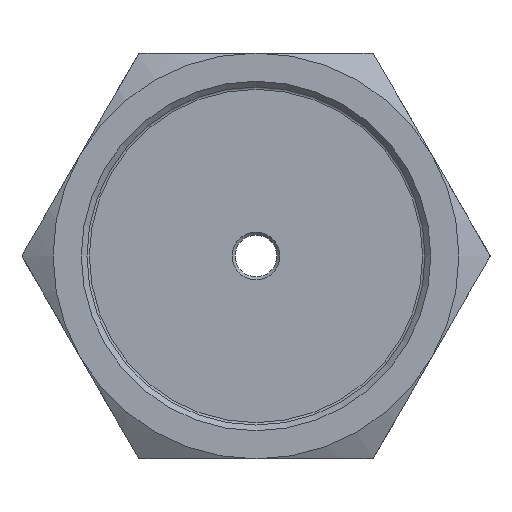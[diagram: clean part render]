
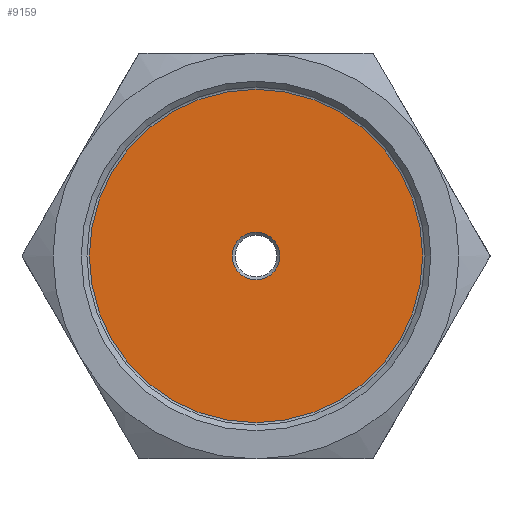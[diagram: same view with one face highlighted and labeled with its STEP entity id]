
A CAD part, left-side view. The second image highlights one B-rep face of the part: STEP entity #9159.
In plain terms, the highlighted planar face has unit normal (-1, 0, 0).
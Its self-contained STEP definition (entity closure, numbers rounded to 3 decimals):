
#1276 = CARTESIAN_POINT ( 'NONE',  ( 24.8, 0., 0. ) ) ;
#1287 = DIRECTION ( 'NONE',  ( 0., 0., 1. ) ) ;
#1291 = DIRECTION ( 'NONE',  ( 1., 0., 0. ) ) ;
#1333 = DIRECTION ( 'NONE',  ( 0., 0., 1. ) ) ;
#1334 = DIRECTION ( 'NONE',  ( -1., 0., 0. ) ) ;
#1338 = CARTESIAN_POINT ( 'NONE',  ( 24.8, 0., 0. ) ) ;
#2070 = DIRECTION ( 'NONE',  ( 0., 1., 0. ) ) ;
#2075 = CARTESIAN_POINT ( 'NONE',  ( 24.8, 0., -28.428 ) ) ;
#2093 = FACE_OUTER_BOUND ( 'NONE', #4668, .T. ) ;
#2097 = PLANE ( 'NONE',  #4838 ) ;
#2098 = FACE_BOUND ( 'NONE', #4691, .T. ) ;
#2099 = DIRECTION ( 'NONE',  ( 1., 0., 0. ) ) ;
#4421 = CIRCLE ( 'NONE', #4422, 27.928 ) ;
#4422 = AXIS2_PLACEMENT_3D ( 'NONE', #1276, #1291, #1287 ) ;
#4448 = CIRCLE ( 'NONE', #4449, 4. ) ;
#4449 = AXIS2_PLACEMENT_3D ( 'NONE', #1338, #1334, #1333 ) ;
#4668 = EDGE_LOOP ( 'NONE', ( #10604 ) ) ;
#4691 = EDGE_LOOP ( 'NONE', ( #10493 ) ) ;
#4838 = AXIS2_PLACEMENT_3D ( 'NONE', #2075, #2099, #2070 ) ;
#9066 = EDGE_CURVE ( 'NONE', #10082, #10082, #4421, .T. ) ;
#9085 = EDGE_CURVE ( 'NONE', #10104, #10104, #4448, .T. ) ;
#9159 = ADVANCED_FACE ( 'NONE', ( #2098, #2093 ), #2097, .F. ) ;
#10082 = VERTEX_POINT ( 'NONE', #10089 ) ;
#10089 = CARTESIAN_POINT ( 'NONE',  ( 24.8, 0., 27.928 ) ) ;
#10104 = VERTEX_POINT ( 'NONE', #10117 ) ;
#10117 = CARTESIAN_POINT ( 'NONE',  ( 24.8, 0., 4. ) ) ;
#10493 = ORIENTED_EDGE ( 'NONE', *, *, #9085, .F. ) ;
#10604 = ORIENTED_EDGE ( 'NONE', *, *, #9066, .F. ) ;
